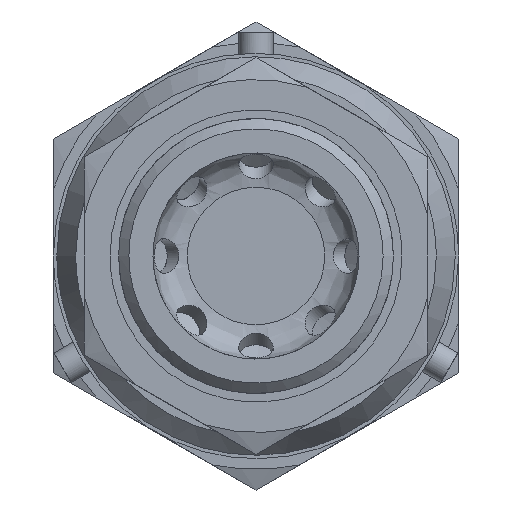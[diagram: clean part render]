
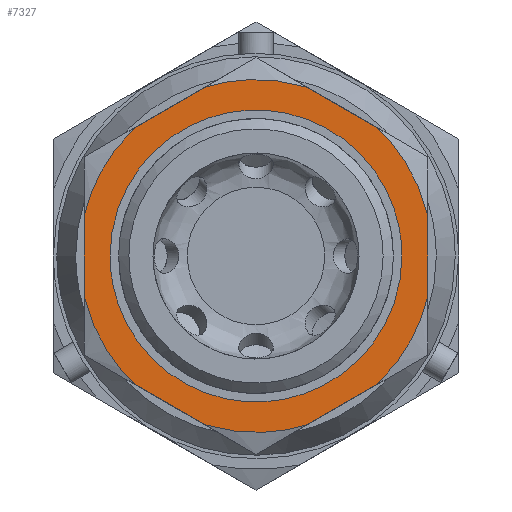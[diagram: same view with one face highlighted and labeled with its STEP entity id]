
A CAD part, left-side view. The second image highlights one B-rep face of the part: STEP entity #7327.
In plain terms, the highlighted free-form (B-spline) face has degree [1, 1] with [2, 2] control points.
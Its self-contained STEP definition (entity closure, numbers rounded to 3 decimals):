
#6923 = VERTEX_POINT('',#6924);
#6924 = CARTESIAN_POINT('',(-160.,35.196,-37.414));
#6932 = EDGE_CURVE('',#6933,#6923,#6935,.T.);
#6933 = VERTEX_POINT('',#6934);
#6934 = CARTESIAN_POINT('',(-160.,50.,-11.774));
#6935 = ( BOUNDED_CURVE() B_SPLINE_CURVE(2,(#6936,#6937,#6938),
.UNSPECIFIED.,.F.,.F.) B_SPLINE_CURVE_WITH_KNOTS((3,3),(1.802,
2.387),.PIECEWISE_BEZIER_KNOTS.) CURVE() 
GEOMETRIC_REPRESENTATION_ITEM() RATIONAL_B_SPLINE_CURVE((1.,
0.958,1.)) REPRESENTATION_ITEM('') );
#6936 = CARTESIAN_POINT('',(-160.,50.,-11.774));
#6937 = CARTESIAN_POINT('',(-160.,46.457,-26.822));
#6938 = CARTESIAN_POINT('',(-160.,35.196,-37.414));
#6958 = VERTEX_POINT('',#6959);
#6959 = CARTESIAN_POINT('',(-160.,50.,11.774));
#6967 = EDGE_CURVE('',#6968,#6958,#6970,.T.);
#6968 = VERTEX_POINT('',#6969);
#6969 = CARTESIAN_POINT('',(-160.,35.196,37.414));
#6970 = ( BOUNDED_CURVE() B_SPLINE_CURVE(2,(#6971,#6972,#6973),
.UNSPECIFIED.,.F.,.F.) B_SPLINE_CURVE_WITH_KNOTS((3,3),(0.755,
1.34),.PIECEWISE_BEZIER_KNOTS.) CURVE() 
GEOMETRIC_REPRESENTATION_ITEM() RATIONAL_B_SPLINE_CURVE((1.,
0.958,1.)) REPRESENTATION_ITEM('') );
#6971 = CARTESIAN_POINT('',(-160.,35.196,37.414));
#6972 = CARTESIAN_POINT('',(-160.,46.457,26.822));
#6973 = CARTESIAN_POINT('',(-160.,50.,11.774));
#6992 = VERTEX_POINT('',#6993);
#6993 = CARTESIAN_POINT('',(-160.,14.804,49.188));
#7001 = EDGE_CURVE('',#7002,#6992,#7004,.T.);
#7002 = VERTEX_POINT('',#7003);
#7003 = CARTESIAN_POINT('',(-160.,-14.804,49.188));
#7004 = ( BOUNDED_CURVE() B_SPLINE_CURVE(2,(#7005,#7006,#7007),
.UNSPECIFIED.,.F.,.F.) B_SPLINE_CURVE_WITH_KNOTS((3,3),(-0.292,
0.292),.PIECEWISE_BEZIER_KNOTS.) CURVE() 
GEOMETRIC_REPRESENTATION_ITEM() RATIONAL_B_SPLINE_CURVE((1.,
0.958,1.)) REPRESENTATION_ITEM('') );
#7005 = CARTESIAN_POINT('',(-160.,-14.804,49.188));
#7006 = CARTESIAN_POINT('',(-160.,0.,53.643));
#7007 = CARTESIAN_POINT('',(-160.,14.804,49.188));
#7026 = VERTEX_POINT('',#7027);
#7027 = CARTESIAN_POINT('',(-160.,-35.196,37.414));
#7035 = EDGE_CURVE('',#7036,#7026,#7038,.T.);
#7036 = VERTEX_POINT('',#7037);
#7037 = CARTESIAN_POINT('',(-160.,-50.,11.774));
#7038 = ( BOUNDED_CURVE() B_SPLINE_CURVE(2,(#7039,#7040,#7041),
.UNSPECIFIED.,.F.,.F.) B_SPLINE_CURVE_WITH_KNOTS((3,3),(-1.34,
-0.755),.PIECEWISE_BEZIER_KNOTS.) CURVE() 
GEOMETRIC_REPRESENTATION_ITEM() RATIONAL_B_SPLINE_CURVE((1.,
0.958,1.)) REPRESENTATION_ITEM('') );
#7039 = CARTESIAN_POINT('',(-160.,-50.,11.774));
#7040 = CARTESIAN_POINT('',(-160.,-46.457,26.822));
#7041 = CARTESIAN_POINT('',(-160.,-35.196,37.414));
#7060 = VERTEX_POINT('',#7061);
#7061 = CARTESIAN_POINT('',(-160.,-50.,-11.774));
#7069 = EDGE_CURVE('',#7070,#7060,#7072,.T.);
#7070 = VERTEX_POINT('',#7071);
#7071 = CARTESIAN_POINT('',(-160.,-35.196,-37.414));
#7072 = ( BOUNDED_CURVE() B_SPLINE_CURVE(2,(#7073,#7074,#7075),
.UNSPECIFIED.,.F.,.F.) B_SPLINE_CURVE_WITH_KNOTS((3,3),(-2.387,
-1.802),.PIECEWISE_BEZIER_KNOTS.) CURVE() 
GEOMETRIC_REPRESENTATION_ITEM() RATIONAL_B_SPLINE_CURVE((1.,
0.958,1.)) REPRESENTATION_ITEM('') );
#7073 = CARTESIAN_POINT('',(-160.,-35.196,-37.414));
#7074 = CARTESIAN_POINT('',(-160.,-46.457,-26.822));
#7075 = CARTESIAN_POINT('',(-160.,-50.,-11.774));
#7096 = VERTEX_POINT('',#7097);
#7097 = CARTESIAN_POINT('',(-160.,14.804,-49.188));
#7104 = VERTEX_POINT('',#7105);
#7105 = CARTESIAN_POINT('',(-160.,-14.804,-49.188));
#7111 = EDGE_CURVE('',#7096,#7104,#7112,.T.);
#7112 = ( BOUNDED_CURVE() B_SPLINE_CURVE(2,(#7113,#7114,#7115),
.UNSPECIFIED.,.F.,.F.) B_SPLINE_CURVE_WITH_KNOTS((3,3),(2.849,
3.434),.PIECEWISE_BEZIER_KNOTS.) CURVE() 
GEOMETRIC_REPRESENTATION_ITEM() RATIONAL_B_SPLINE_CURVE((1.,
0.958,1.)) REPRESENTATION_ITEM('') );
#7113 = CARTESIAN_POINT('',(-160.,14.804,-49.188));
#7114 = CARTESIAN_POINT('',(-160.,0.,-53.643));
#7115 = CARTESIAN_POINT('',(-160.,-14.804,-49.188));
#7327 = ADVANCED_FACE('',(#7328,#7366),#7388,.T.);
#7328 = FACE_BOUND('',#7329,.T.);
#7329 = EDGE_LOOP('',(#7330,#7331,#7336,#7337,#7342,#7343,#7348,#7349,
    #7354,#7355,#7360,#7361));
#7330 = ORIENTED_EDGE('',*,*,#7111,.T.);
#7331 = ORIENTED_EDGE('',*,*,#7332,.T.);
#7332 = EDGE_CURVE('',#7104,#7070,#7333,.T.);
#7333 = B_SPLINE_CURVE_WITH_KNOTS('',1,(#7334,#7335),.UNSPECIFIED.,.F.,
  .F.,(2,2),(1.709,4.064),.PIECEWISE_BEZIER_KNOTS.);
#7334 = CARTESIAN_POINT('',(-160.,-14.804,-49.188));
#7335 = CARTESIAN_POINT('',(-160.,-35.196,-37.414));
#7336 = ORIENTED_EDGE('',*,*,#7069,.T.);
#7337 = ORIENTED_EDGE('',*,*,#7338,.T.);
#7338 = EDGE_CURVE('',#7060,#7036,#7339,.T.);
#7339 = B_SPLINE_CURVE_WITH_KNOTS('',1,(#7340,#7341),.UNSPECIFIED.,.F.,
  .F.,(2,2),(1.709,4.064),.PIECEWISE_BEZIER_KNOTS.);
#7340 = CARTESIAN_POINT('',(-160.,-50.,-11.774));
#7341 = CARTESIAN_POINT('',(-160.,-50.,11.774));
#7342 = ORIENTED_EDGE('',*,*,#7035,.T.);
#7343 = ORIENTED_EDGE('',*,*,#7344,.T.);
#7344 = EDGE_CURVE('',#7026,#7002,#7345,.T.);
#7345 = B_SPLINE_CURVE_WITH_KNOTS('',1,(#7346,#7347),.UNSPECIFIED.,.F.,
  .F.,(2,2),(1.709,4.064),.PIECEWISE_BEZIER_KNOTS.);
#7346 = CARTESIAN_POINT('',(-160.,-35.196,37.414));
#7347 = CARTESIAN_POINT('',(-160.,-14.804,49.188));
#7348 = ORIENTED_EDGE('',*,*,#7001,.T.);
#7349 = ORIENTED_EDGE('',*,*,#7350,.T.);
#7350 = EDGE_CURVE('',#6992,#6968,#7351,.T.);
#7351 = B_SPLINE_CURVE_WITH_KNOTS('',1,(#7352,#7353),.UNSPECIFIED.,.F.,
  .F.,(2,2),(1.709,4.064),.PIECEWISE_BEZIER_KNOTS.);
#7352 = CARTESIAN_POINT('',(-160.,14.804,49.188));
#7353 = CARTESIAN_POINT('',(-160.,35.196,37.414));
#7354 = ORIENTED_EDGE('',*,*,#6967,.T.);
#7355 = ORIENTED_EDGE('',*,*,#7356,.T.);
#7356 = EDGE_CURVE('',#6958,#6933,#7357,.T.);
#7357 = B_SPLINE_CURVE_WITH_KNOTS('',1,(#7358,#7359),.UNSPECIFIED.,.F.,
  .F.,(2,2),(1.709,4.064),.PIECEWISE_BEZIER_KNOTS.);
#7358 = CARTESIAN_POINT('',(-160.,50.,11.774));
#7359 = CARTESIAN_POINT('',(-160.,50.,-11.774));
#7360 = ORIENTED_EDGE('',*,*,#6932,.T.);
#7361 = ORIENTED_EDGE('',*,*,#7362,.T.);
#7362 = EDGE_CURVE('',#6923,#7096,#7363,.T.);
#7363 = B_SPLINE_CURVE_WITH_KNOTS('',1,(#7364,#7365),.UNSPECIFIED.,.F.,
  .F.,(2,2),(1.709,4.064),.PIECEWISE_BEZIER_KNOTS.);
#7364 = CARTESIAN_POINT('',(-160.,35.196,-37.414));
#7365 = CARTESIAN_POINT('',(-160.,14.804,-49.188));
#7366 = FACE_BOUND('',#7367,.T.);
#7367 = EDGE_LOOP('',(#7368,#7380));
#7368 = ORIENTED_EDGE('',*,*,#7369,.T.);
#7369 = EDGE_CURVE('',#7370,#7372,#7374,.T.);
#7370 = VERTEX_POINT('',#7371);
#7371 = CARTESIAN_POINT('',(-160.,-40.,0.));
#7372 = VERTEX_POINT('',#7373);
#7373 = CARTESIAN_POINT('',(-160.,40.,0.));
#7374 = ( BOUNDED_CURVE() B_SPLINE_CURVE(2,(#7375,#7376,#7377,#7378,
#7379),.UNSPECIFIED.,.F.,.F.) B_SPLINE_CURVE_WITH_KNOTS((3,2,3),(
1.571,3.142,4.712),.UNSPECIFIED.) CURVE() 
GEOMETRIC_REPRESENTATION_ITEM() RATIONAL_B_SPLINE_CURVE((1.,
0.707,1.,0.707,1.)) REPRESENTATION_ITEM('') );
#7375 = CARTESIAN_POINT('',(-160.,-40.,0.));
#7376 = CARTESIAN_POINT('',(-160.,-40.,-40.));
#7377 = CARTESIAN_POINT('',(-160.,0.,-40.));
#7378 = CARTESIAN_POINT('',(-160.,40.,-40.));
#7379 = CARTESIAN_POINT('',(-160.,40.,0.));
#7380 = ORIENTED_EDGE('',*,*,#7381,.T.);
#7381 = EDGE_CURVE('',#7372,#7370,#7382,.T.);
#7382 = ( BOUNDED_CURVE() B_SPLINE_CURVE(2,(#7383,#7384,#7385,#7386,
#7387),.UNSPECIFIED.,.F.,.F.) B_SPLINE_CURVE_WITH_KNOTS((3,2,3),(
4.712,6.283,7.854),.UNSPECIFIED.) CURVE() 
GEOMETRIC_REPRESENTATION_ITEM() RATIONAL_B_SPLINE_CURVE((1.,
0.707,1.,0.707,1.)) REPRESENTATION_ITEM('') );
#7383 = CARTESIAN_POINT('',(-160.,40.,0.));
#7384 = CARTESIAN_POINT('',(-160.,40.,40.));
#7385 = CARTESIAN_POINT('',(-160.,0.,40.));
#7386 = CARTESIAN_POINT('',(-160.,-40.,40.));
#7387 = CARTESIAN_POINT('',(-160.,-40.,0.));
#7388 = B_SPLINE_SURFACE_WITH_KNOTS('',1,1,(
    (#7389,#7390)
    ,(#7391,#7392
    )),.UNSPECIFIED.,.F.,.F.,.F.,(2,2),(2,2),(-5.365,
    5.365),(-10.001,0.001),
  .PIECEWISE_BEZIER_KNOTS.);
#7389 = CARTESIAN_POINT('',(-160.,50.01,53.653));
#7390 = CARTESIAN_POINT('',(-160.,-50.01,53.653));
#7391 = CARTESIAN_POINT('',(-160.,50.01,-53.653));
#7392 = CARTESIAN_POINT('',(-160.,-50.01,-53.653));
